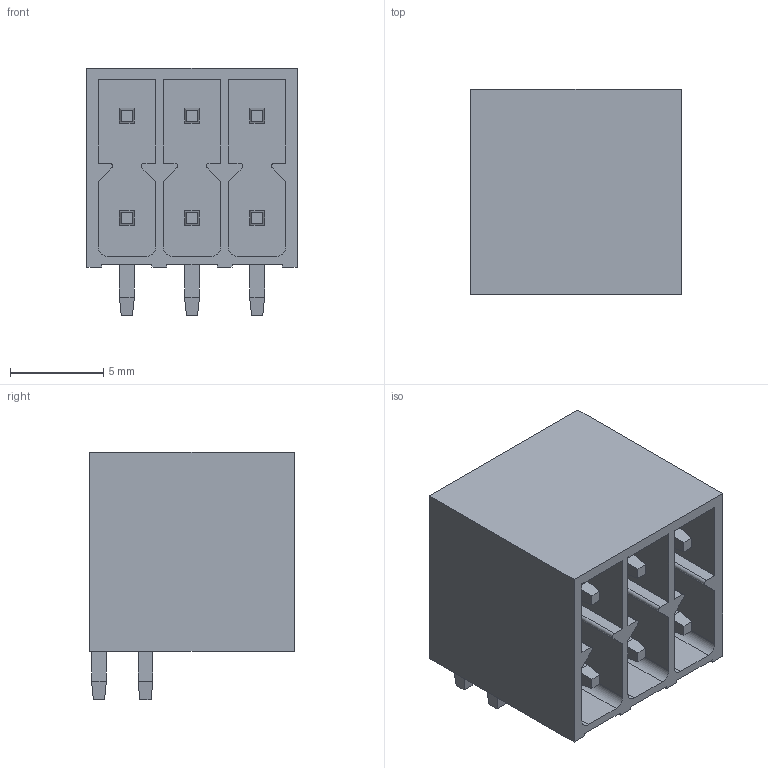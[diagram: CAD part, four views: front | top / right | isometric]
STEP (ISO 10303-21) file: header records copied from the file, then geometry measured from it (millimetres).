
FILE_DESCRIPTION (( 'STEP AP214' ), '1' );
FILE_NAME ('KF2EDGSR-3.5-2x3P.STEP', '2022-10-10T05:40:59', ( '' ), ( '' ), 'SwSTEP 2.0', 'SolidWorks 2021', '' );
FILE_SCHEMA (( 'AUTOMOTIVE_DESIGN' ));
Length unit declared in the file: millimetre
Products named in the file (1): KF2EDGSR-3.5-2x3P
Bounding box: 11.3 x 11 x 13.3 mm (x, y, z)
Volume: 835.4 mm3; surface area: 1367.1 mm2
Topology: 1 solids, 1 shells, 171 faces, 414 edges, 260 vertices
Faces by surface type: plane 159, cylinder 12
Entity records: 6070 total; most frequent: CARTESIAN_POINT 846, ORIENTED_EDGE 828, DIRECTION 782, EDGE_CURVE 414, LINE 390, VECTOR 390, VERTEX_POINT 260, AXIS2_PLACEMENT_3D 196
